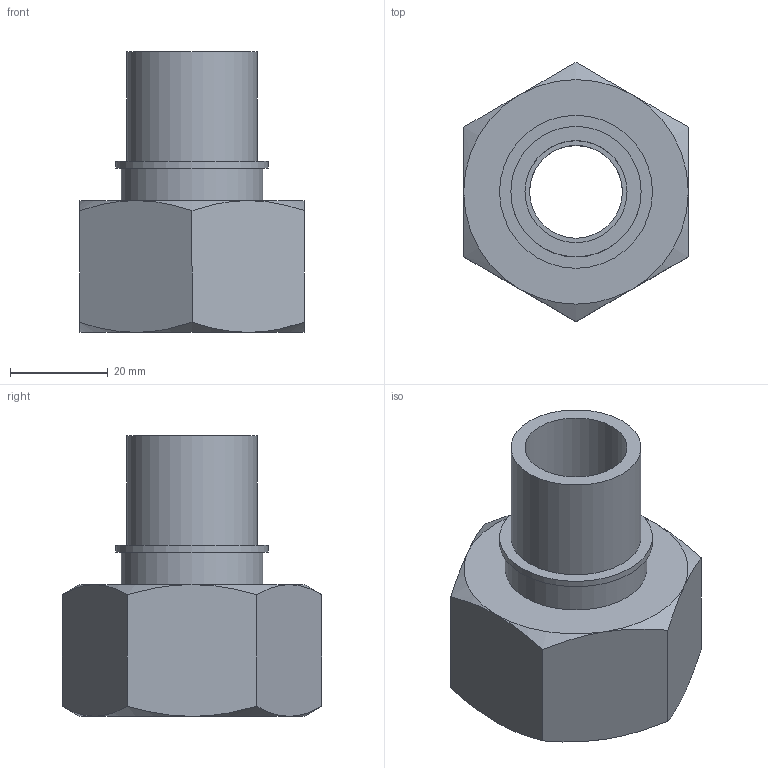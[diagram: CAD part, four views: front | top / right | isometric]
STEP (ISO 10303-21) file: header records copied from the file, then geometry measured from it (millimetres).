
FILE_DESCRIPTION(/* description */ ('STEP AP203'),/* implementation_level */ '2;1');
FILE_NAME(/* name */ 'Welding Cone AKS 25_26.7x2.9-01',/* time_stamp */ '2025-01-14T12:10:44+01:00',/* author */ ('License CC BY-ND 4.0'),/* organization */ ('CADENAS'),/* preprocessor_version */ 'ST-DEVELOPER v19.3',/* originating_system */ 'PARTsolutions',/* authorisation */ ' ');
FILE_SCHEMA (('CONFIG_CONTROL_DESIGN'));
Length unit declared in the file: millimetre
Products named in the file (1): Schweisskegel AKS 25<26.7x2.9-01
Bounding box: 46 x 53.12 x 57.5 mm (x, y, z)
Volume: 38868 mm3; surface area: 17129.4 mm2
Topology: 1 solids, 1 shells, 41 faces, 77 edges, 47 vertices
Faces by surface type: plane 17, cone 15, cylinder 7, torus 2
Full cylindrical faces by diameter (mm): 19 x1, 20.9 x1, 26.7 x1, 29 x2, 31.32 x1, 33.835 x1
Entity records: 1299 total; most frequent: CARTESIAN_POINT 232, DIRECTION 158, ORIENTED_EDGE 128, AXIS2_PLACEMENT_3D 76, EDGE_CURVE 64, EDGE_LOOP 64, FACE_BOUND 64, VERTEX_POINT 46
